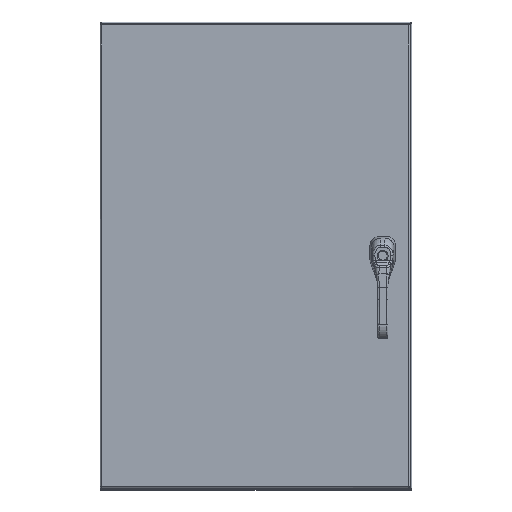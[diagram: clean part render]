
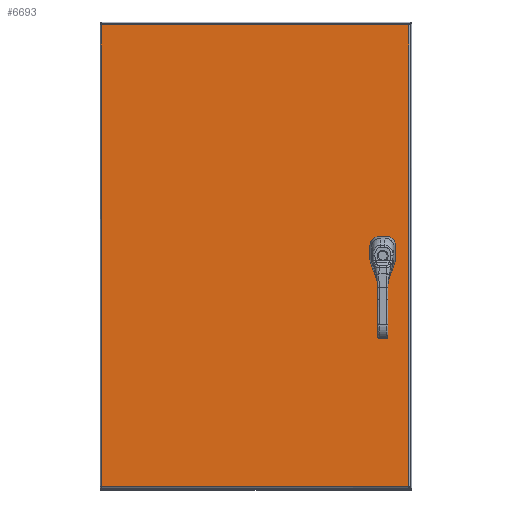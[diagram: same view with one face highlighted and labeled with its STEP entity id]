
A CAD part, top view. The second image highlights one B-rep face of the part: STEP entity #6693.
In plain terms, the highlighted face is planar.
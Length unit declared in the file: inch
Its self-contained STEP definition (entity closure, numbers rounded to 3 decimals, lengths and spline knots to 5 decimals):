
#4952=CARTESIAN_POINT('',(2.33762,18.275,0.0));
#4953=VERTEX_POINT('',#4952);
#4960=CARTESIAN_POINT('',(2.525,18.08762,0.0));
#4961=VERTEX_POINT('',#4960);
#4962=CARTESIAN_POINT('',(2.125,17.875,0.0));
#4963=DIRECTION('',(0.0,0.0,1.0));
#4964=DIRECTION('',(-0.469,-0.883,0.0));
#4965=AXIS2_PLACEMENT_3D('',#4962,#4963,#4964);
#4966=CIRCLE('',#4965,0.453);
#4967=EDGE_CURVE('',#4961,#4953,#4966,.T.);
#4992=CARTESIAN_POINT('',(2.525,17.66238,0.0));
#4993=VERTEX_POINT('',#4992);
#4994=CARTESIAN_POINT('',(2.525,17.66238,0.0));
#4995=DIRECTION('',(0.0,1.0,0.0));
#4996=VECTOR('',#4995,0.42525);
#4997=LINE('',#4994,#4996);
#4998=EDGE_CURVE('',#4993,#4961,#4997,.T.);
#5024=CARTESIAN_POINT('',(2.33762,17.475,0.0));
#5025=VERTEX_POINT('',#5024);
#5026=CARTESIAN_POINT('',(2.125,17.875,0.0));
#5027=DIRECTION('',(0.0,0.0,1.0));
#5028=DIRECTION('',(-0.883,0.469,0.0));
#5029=AXIS2_PLACEMENT_3D('',#5026,#5027,#5028);
#5030=CIRCLE('',#5029,0.453);
#5031=EDGE_CURVE('',#5025,#4993,#5030,.T.);
#5056=CARTESIAN_POINT('',(1.91238,17.475,0.0));
#5057=VERTEX_POINT('',#5056);
#5058=CARTESIAN_POINT('',(1.91238,17.475,0.0));
#5059=DIRECTION('',(1.0,0.0,0.0));
#5060=VECTOR('',#5059,0.42525);
#5061=LINE('',#5058,#5060);
#5062=EDGE_CURVE('',#5057,#5025,#5061,.T.);
#5088=CARTESIAN_POINT('',(1.725,17.66238,0.0));
#5089=VERTEX_POINT('',#5088);
#5090=CARTESIAN_POINT('',(2.125,17.875,0.0));
#5091=DIRECTION('',(0.0,0.0,1.0));
#5092=DIRECTION('',(0.469,0.883,0.0));
#5093=AXIS2_PLACEMENT_3D('',#5090,#5091,#5092);
#5094=CIRCLE('',#5093,0.453);
#5095=EDGE_CURVE('',#5089,#5057,#5094,.T.);
#5120=CARTESIAN_POINT('',(1.725,18.08762,0.0));
#5121=VERTEX_POINT('',#5120);
#5122=CARTESIAN_POINT('',(1.725,18.08762,0.0));
#5123=DIRECTION('',(0.0,-1.0,0.0));
#5124=VECTOR('',#5123,0.42525);
#5125=LINE('',#5122,#5124);
#5126=EDGE_CURVE('',#5121,#5089,#5125,.T.);
#5152=CARTESIAN_POINT('',(1.91238,18.275,0.0));
#5153=VERTEX_POINT('',#5152);
#5154=CARTESIAN_POINT('',(2.125,17.875,0.0));
#5155=DIRECTION('',(0.0,0.0,1.0));
#5156=DIRECTION('',(0.883,-0.469,0.0));
#5157=AXIS2_PLACEMENT_3D('',#5154,#5155,#5156);
#5158=CIRCLE('',#5157,0.453);
#5159=EDGE_CURVE('',#5153,#5121,#5158,.T.);
#5182=CARTESIAN_POINT('',(2.33762,18.275,0.0));
#5183=DIRECTION('',(-1.0,0.0,0.0));
#5184=VECTOR('',#5183,0.42525);
#5185=LINE('',#5182,#5184);
#5186=EDGE_CURVE('',#4953,#5153,#5185,.T.);
#5713=CARTESIAN_POINT('',(23.76975,0.10525,0.));
#5714=VERTEX_POINT('',#5713);
#5725=CARTESIAN_POINT('',(23.76975,35.64475,0.));
#5726=VERTEX_POINT('',#5725);
#5727=CARTESIAN_POINT('',(23.76975,35.64475,0.0));
#5728=DIRECTION('',(0.0,-1.0,0.0));
#5729=VECTOR('',#5728,35.5395);
#5730=LINE('',#5727,#5729);
#5731=EDGE_CURVE('',#5726,#5714,#5730,.T.);
#5883=CARTESIAN_POINT('',(0.10525,0.10525,0.));
#5884=VERTEX_POINT('',#5883);
#5895=CARTESIAN_POINT('',(23.76975,0.10525,0.0));
#5896=DIRECTION('',(-1.0,0.0,0.0));
#5897=VECTOR('',#5896,23.6645);
#5898=LINE('',#5895,#5897);
#5899=EDGE_CURVE('',#5714,#5884,#5898,.T.);
#6154=CARTESIAN_POINT('',(0.10525,35.64475,0.));
#6155=VERTEX_POINT('',#6154);
#6166=CARTESIAN_POINT('',(0.10525,0.10525,0.0));
#6167=DIRECTION('',(0.0,1.0,0.0));
#6168=VECTOR('',#6167,35.5395);
#6169=LINE('',#6166,#6168);
#6170=EDGE_CURVE('',#5884,#6155,#6169,.T.);
#6435=CARTESIAN_POINT('',(0.10525,35.64475,0.0));
#6436=DIRECTION('',(1.0,0.0,0.0));
#6437=VECTOR('',#6436,23.6645);
#6438=LINE('',#6435,#6437);
#6439=EDGE_CURVE('',#6155,#5726,#6438,.T.);
#6672=CARTESIAN_POINT('',(11.9375,17.875,0.0));
#6673=DIRECTION('',(0.0,0.0,1.0));
#6674=DIRECTION('',(1.0,0.0,0.0));
#6675=AXIS2_PLACEMENT_3D('',#6672,#6673,#6674);
#6676=PLANE('',#6675);
#6677=ORIENTED_EDGE('',*,*,#5731,.T.);
#6678=ORIENTED_EDGE('',*,*,#5899,.T.);
#6679=ORIENTED_EDGE('',*,*,#6170,.T.);
#6680=ORIENTED_EDGE('',*,*,#6439,.T.);
#6681=EDGE_LOOP('',(#6677,#6678,#6679,#6680));
#6682=FACE_OUTER_BOUND('',#6681,.T.);
#6683=ORIENTED_EDGE('',*,*,#4967,.T.);
#6684=ORIENTED_EDGE('',*,*,#5186,.T.);
#6685=ORIENTED_EDGE('',*,*,#5159,.T.);
#6686=ORIENTED_EDGE('',*,*,#5126,.T.);
#6687=ORIENTED_EDGE('',*,*,#5095,.T.);
#6688=ORIENTED_EDGE('',*,*,#5062,.T.);
#6689=ORIENTED_EDGE('',*,*,#5031,.T.);
#6690=ORIENTED_EDGE('',*,*,#4998,.T.);
#6691=EDGE_LOOP('',(#6683,#6684,#6685,#6686,#6687,#6688,#6689,#6690));
#6692=FACE_BOUND('',#6691,.T.);
#6693=ADVANCED_FACE('',(#6682,#6692),#6676,.F.);
